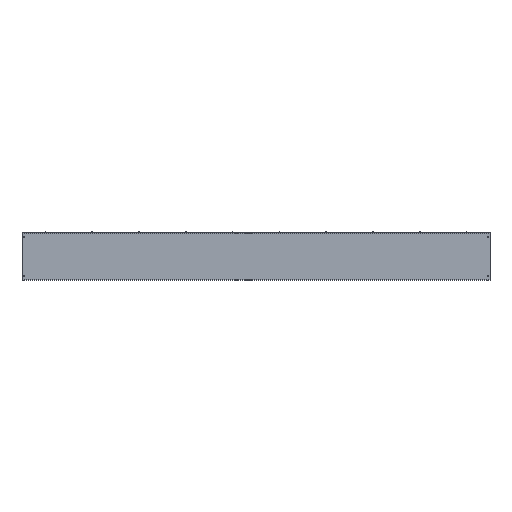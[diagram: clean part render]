
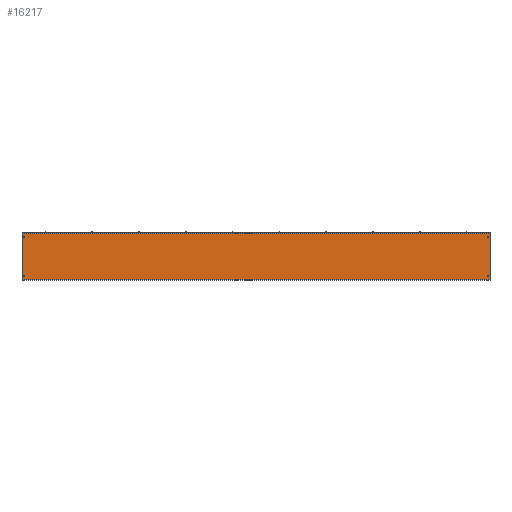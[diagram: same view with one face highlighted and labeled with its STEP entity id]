
A CAD part, left-side view. The second image highlights one B-rep face of the part: STEP entity #16217.
In plain terms, the highlighted planar face has unit normal (-1, 0, 0).
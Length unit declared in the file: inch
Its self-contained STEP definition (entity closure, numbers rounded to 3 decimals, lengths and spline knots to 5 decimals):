
#208 = CARTESIAN_POINT ( 'NONE',  ( -6.072, 59.5, 0.867 ) ) ;
#317 = AXIS2_PLACEMENT_3D ( 'NONE', #18502, #5514, #11359 ) ;
#436 = DIRECTION ( 'NONE',  ( 0., 1., 0. ) ) ;
#731 = EDGE_LOOP ( 'NONE', ( #14455, #12322 ) ) ;
#814 = DIRECTION ( 'NONE',  ( 1., 0., 0. ) ) ;
#899 = DIRECTION ( 'NONE',  ( 1., 0., 0. ) ) ;
#936 = LINE ( 'NONE', #23342, #19994 ) ;
#981 = EDGE_CURVE ( 'NONE', #23481, #9682, #936, .T. ) ;
#1404 = DIRECTION ( 'NONE',  ( 0., 0., 1. ) ) ;
#1756 = ORIENTED_EDGE ( 'NONE', *, *, #16276, .T. ) ;
#2039 = FACE_BOUND ( 'NONE', #14794, .T. ) ;
#2527 = CIRCLE ( 'NONE', #12054, 0.133 ) ;
#2749 = VERTEX_POINT ( 'NONE', #7332 ) ;
#2755 = CIRCLE ( 'NONE', #12703, 0.133 ) ;
#3169 = EDGE_LOOP ( 'NONE', ( #23759, #16170 ) ) ;
#3696 = LINE ( 'NONE', #13501, #8939 ) ;
#4146 = VERTEX_POINT ( 'NONE', #10454 ) ;
#4153 = CARTESIAN_POINT ( 'NONE',  ( -6.072, 60., 0.0625 ) ) ;
#4433 = EDGE_CURVE ( 'NONE', #4981, #17851, #2755, .T. ) ;
#4497 = DIRECTION ( 'NONE',  ( 1., 0., 0. ) ) ;
#4624 = CARTESIAN_POINT ( 'NONE',  ( -6.072, 59.5, 1. ) ) ;
#4761 = CARTESIAN_POINT ( 'NONE',  ( -6.072, -60., 0.072 ) ) ;
#4829 = CARTESIAN_POINT ( 'NONE',  ( -6.072, 59.5, 11.072 ) ) ;
#4981 = VERTEX_POINT ( 'NONE', #23332 ) ;
#4992 = DIRECTION ( 'NONE',  ( 1., 0., 0. ) ) ;
#5047 = VECTOR ( 'NONE', #20239, 39.37008 ) ;
#5386 = AXIS2_PLACEMENT_3D ( 'NONE', #4829, #12048, #21914 ) ;
#5514 = DIRECTION ( 'NONE',  ( 1., 0., 0. ) ) ;
#5625 = CIRCLE ( 'NONE', #11983, 0.133 ) ;
#5656 = CARTESIAN_POINT ( 'NONE',  ( -6.072, -60., 11.964 ) ) ;
#5971 = EDGE_LOOP ( 'NONE', ( #13395, #13569, #7314, #1756 ) ) ;
#6372 = DIRECTION ( 'NONE',  ( 0., 0., 1. ) ) ;
#6516 = CARTESIAN_POINT ( 'NONE',  ( -6.072, 59.5, 11.205 ) ) ;
#6590 = CIRCLE ( 'NONE', #22146, 0.133 ) ;
#7040 = CARTESIAN_POINT ( 'NONE',  ( -6.072, -59.5, 1. ) ) ;
#7314 = ORIENTED_EDGE ( 'NONE', *, *, #15401, .T. ) ;
#7332 = CARTESIAN_POINT ( 'NONE',  ( -6.072, 59.5, 10.939 ) ) ;
#7749 = CIRCLE ( 'NONE', #16109, 0.133 ) ;
#7757 = DIRECTION ( 'NONE',  ( 0., 0., 1. ) ) ;
#7793 = VECTOR ( 'NONE', #6372, 39.37008 ) ;
#8352 = ORIENTED_EDGE ( 'NONE', *, *, #21831, .T. ) ;
#8370 = ORIENTED_EDGE ( 'NONE', *, *, #10934, .T. ) ;
#8578 = CARTESIAN_POINT ( 'NONE',  ( -6.072, -60., 0.108 ) ) ;
#8756 = CARTESIAN_POINT ( 'NONE',  ( -6.072, 60., 11.964 ) ) ;
#8769 = EDGE_CURVE ( 'NONE', #11427, #9682, #3696, .T. ) ;
#8939 = VECTOR ( 'NONE', #21120, 39.37008 ) ;
#9061 = VERTEX_POINT ( 'NONE', #14252 ) ;
#9353 = EDGE_CURVE ( 'NONE', #4146, #19423, #17308, .T. ) ;
#9623 = PLANE ( 'NONE',  #22552 ) ;
#9682 = VERTEX_POINT ( 'NONE', #12437 ) ;
#9745 = FACE_OUTER_BOUND ( 'NONE', #5971, .T. ) ;
#9876 = FACE_BOUND ( 'NONE', #731, .T. ) ;
#10346 = CARTESIAN_POINT ( 'NONE',  ( -6.072, -59.5, 11.072 ) ) ;
#10454 = CARTESIAN_POINT ( 'NONE',  ( -6.072, 59.5, 1.133 ) ) ;
#10591 = DIRECTION ( 'NONE',  ( 0., 0., 1. ) ) ;
#10934 = EDGE_CURVE ( 'NONE', #22731, #9061, #5625, .T. ) ;
#11055 = CIRCLE ( 'NONE', #317, 0.133 ) ;
#11359 = DIRECTION ( 'NONE',  ( 0., 0., 1. ) ) ;
#11427 = VERTEX_POINT ( 'NONE', #11984 ) ;
#11983 = AXIS2_PLACEMENT_3D ( 'NONE', #20424, #16547, #24141 ) ;
#11984 = CARTESIAN_POINT ( 'NONE',  ( -6.072, 60., 11.964 ) ) ;
#12048 = DIRECTION ( 'NONE',  ( 1., 0., 0. ) ) ;
#12054 = AXIS2_PLACEMENT_3D ( 'NONE', #10346, #899, #1404 ) ;
#12101 = LINE ( 'NONE', #8756, #5047 ) ;
#12322 = ORIENTED_EDGE ( 'NONE', *, *, #19210, .T. ) ;
#12437 = CARTESIAN_POINT ( 'NONE',  ( -6.072, 60., 0.108 ) ) ;
#12703 = AXIS2_PLACEMENT_3D ( 'NONE', #7040, #15918, #23508 ) ;
#13043 = EDGE_CURVE ( 'NONE', #9061, #22731, #2527, .T. ) ;
#13362 = FACE_BOUND ( 'NONE', #23820, .T. ) ;
#13395 = ORIENTED_EDGE ( 'NONE', *, *, #8769, .T. ) ;
#13501 = CARTESIAN_POINT ( 'NONE',  ( -6.072, 60., 0.072 ) ) ;
#13569 = ORIENTED_EDGE ( 'NONE', *, *, #981, .F. ) ;
#13995 = DIRECTION ( 'NONE',  ( 0., 0., 1. ) ) ;
#14230 = LINE ( 'NONE', #4761, #7793 ) ;
#14252 = CARTESIAN_POINT ( 'NONE',  ( -6.072, -59.5, 11.205 ) ) ;
#14455 = ORIENTED_EDGE ( 'NONE', *, *, #19949, .T. ) ;
#14794 = EDGE_LOOP ( 'NONE', ( #8352, #18872 ) ) ;
#14947 = CIRCLE ( 'NONE', #5386, 0.133 ) ;
#15401 = EDGE_CURVE ( 'NONE', #23481, #19891, #14230, .T. ) ;
#15483 = FACE_BOUND ( 'NONE', #3169, .T. ) ;
#15918 = DIRECTION ( 'NONE',  ( 1., 0., 0. ) ) ;
#16109 = AXIS2_PLACEMENT_3D ( 'NONE', #4624, #4497, #10591 ) ;
#16170 = ORIENTED_EDGE ( 'NONE', *, *, #18991, .T. ) ;
#16217 = ADVANCED_FACE ( 'NONE', ( #9745, #13362, #2039, #9876, #15483 ), #9623, .T. ) ;
#16276 = EDGE_CURVE ( 'NONE', #19891, #11427, #12101, .T. ) ;
#16515 = ORIENTED_EDGE ( 'NONE', *, *, #13043, .T. ) ;
#16547 = DIRECTION ( 'NONE',  ( 1., 0., 0. ) ) ;
#17308 = CIRCLE ( 'NONE', #17726, 0.133 ) ;
#17726 = AXIS2_PLACEMENT_3D ( 'NONE', #23680, #4992, #20227 ) ;
#17836 = CARTESIAN_POINT ( 'NONE',  ( -6.072, -59.5, 1.133 ) ) ;
#17851 = VERTEX_POINT ( 'NONE', #17836 ) ;
#17880 = CARTESIAN_POINT ( 'NONE',  ( -6.072, 59.5, 11.072 ) ) ;
#18502 = CARTESIAN_POINT ( 'NONE',  ( -6.072, -59.5, 1. ) ) ;
#18872 = ORIENTED_EDGE ( 'NONE', *, *, #4433, .T. ) ;
#18991 = EDGE_CURVE ( 'NONE', #19423, #4146, #7749, .T. ) ;
#19210 = EDGE_CURVE ( 'NONE', #2749, #21790, #14947, .T. ) ;
#19232 = DIRECTION ( 'NONE',  ( -1., 0., 0. ) ) ;
#19423 = VERTEX_POINT ( 'NONE', #208 ) ;
#19891 = VERTEX_POINT ( 'NONE', #5656 ) ;
#19949 = EDGE_CURVE ( 'NONE', #21790, #2749, #6590, .T. ) ;
#19994 = VECTOR ( 'NONE', #436, 39.37008 ) ;
#20164 = CARTESIAN_POINT ( 'NONE',  ( -6.072, -59.5, 10.939 ) ) ;
#20227 = DIRECTION ( 'NONE',  ( 0., 0., 1. ) ) ;
#20239 = DIRECTION ( 'NONE',  ( 0., 1., 0. ) ) ;
#20424 = CARTESIAN_POINT ( 'NONE',  ( -6.072, -59.5, 11.072 ) ) ;
#21120 = DIRECTION ( 'NONE',  ( 0., 0., -1. ) ) ;
#21790 = VERTEX_POINT ( 'NONE', #6516 ) ;
#21831 = EDGE_CURVE ( 'NONE', #17851, #4981, #11055, .T. ) ;
#21914 = DIRECTION ( 'NONE',  ( 0., 0., 1. ) ) ;
#22146 = AXIS2_PLACEMENT_3D ( 'NONE', #17880, #814, #13995 ) ;
#22552 = AXIS2_PLACEMENT_3D ( 'NONE', #4153, #19232, #7757 ) ;
#22731 = VERTEX_POINT ( 'NONE', #20164 ) ;
#23332 = CARTESIAN_POINT ( 'NONE',  ( -6.072, -59.5, 0.867 ) ) ;
#23342 = CARTESIAN_POINT ( 'NONE',  ( -6.072, -60., 0.108 ) ) ;
#23481 = VERTEX_POINT ( 'NONE', #8578 ) ;
#23508 = DIRECTION ( 'NONE',  ( 0., 0., 1. ) ) ;
#23680 = CARTESIAN_POINT ( 'NONE',  ( -6.072, 59.5, 1. ) ) ;
#23759 = ORIENTED_EDGE ( 'NONE', *, *, #9353, .T. ) ;
#23820 = EDGE_LOOP ( 'NONE', ( #16515, #8370 ) ) ;
#24141 = DIRECTION ( 'NONE',  ( 0., 0., 1. ) ) ;
